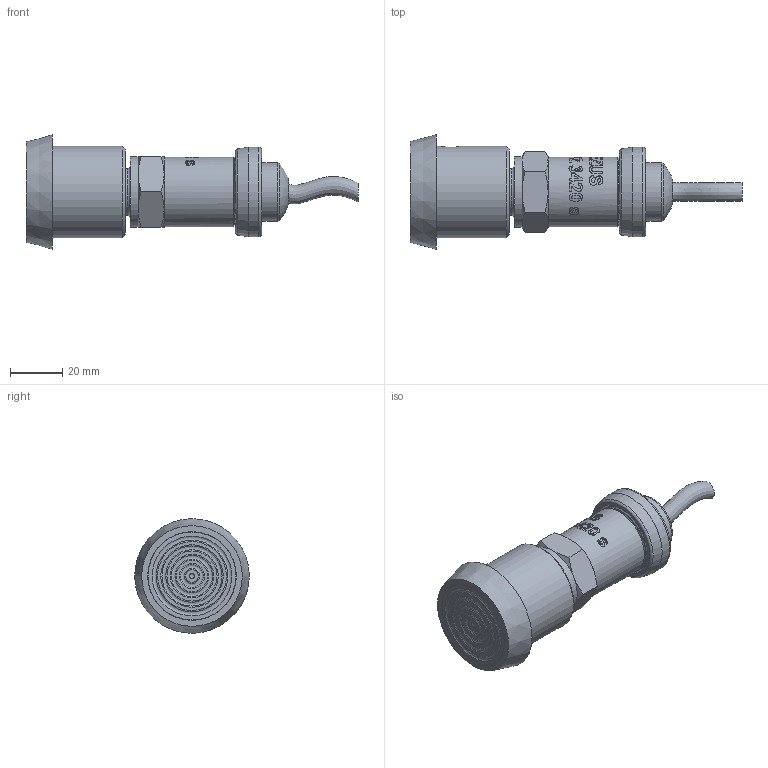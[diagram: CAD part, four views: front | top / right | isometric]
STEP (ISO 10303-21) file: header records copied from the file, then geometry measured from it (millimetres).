
FILE_DESCRIPTION(/* description */ (''),/* implementation_level */ '2;1');
FILE_NAME(/* name */ 'APZ3420s_TapperDN25_5.step',/* time_stamp */ '2021-07-08T14:09:17+03:00',/* author */ (''),/* organization */ (''),/* preprocessor_version */ 'ST-DEVELOPER v18.1',/* originating_system */ 'Autodesk Translation Framework v10.9.0.1377',/* authorisation */ '');
FILE_SCHEMA (('AUTOMOTIVE_DESIGN { 1 0 10303 214 3 1 1 }'));
Length unit declared in the file: millimetre
Products named in the file (7): АПЗ 3420S заполненная; Stainless steel cable gland assembly; Stainless steel cable gland; Stainless steel cable gland nut; wire; G1\2EN; Tapper socket DN25 diaphragm 34 v2 (1)
Assembly tree (6 placements, depth 3):
  АПЗ 3420S заполненная
    Stainless steel cable gland assembly
      Stainless steel cable gland
      Stainless steel cable gland nut
      wire
    G1\2EN
    Tapper socket DN25 diaphragm 34 v2 (1)
Bounding box: 127.4 x 44 x 44 mm (x, y, z)
Volume: 74365.3 mm3; surface area: 23757 mm2
Topology: 6 solids, 6 shells, 468 faces, 1209 edges, 796 vertices
Faces by surface type: bspline 273, cylinder 85, plane 61, cone 28, torus 19, sphere 2
Full cylindrical faces by diameter (mm): 2 x1, 3 x1, 3.3 x1, 5 x1, 6 x3, 7 x1, 7.2 x1, 13 x1, 16.7 x1, 17.5 x1, 18 x1, 18.631 x7, 20.955 x7, 21.4 x1, 22 x1, 22.3 x2, 22.4 x1, 24.5 x1, 25.132 x4, 25.526 x2, 26.85 x4, 27 x1, 27.208 x3, 27.7 x1, 33.8 x1, 34 x1, 34.5 x1, 35 x1
Entity records: 30420 total; most frequent: CARTESIAN_POINT 20771, ORIENTED_EDGE 2414, EDGE_CURVE 1207, DIRECTION 1122, VERTEX_POINT 795, B_SPLINE_CURVE_WITH_KNOTS 638, EDGE_LOOP 518, FACE_OUTER_BOUND 468
